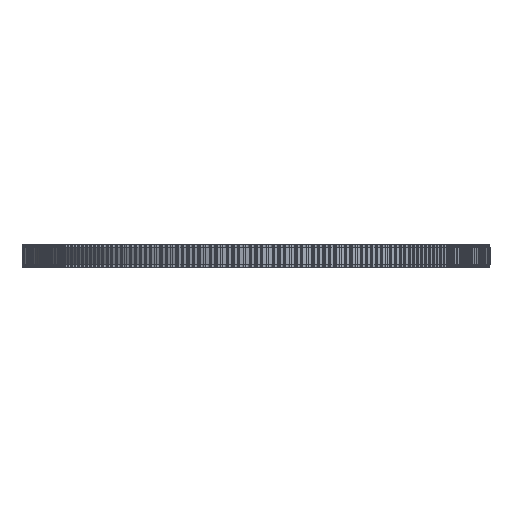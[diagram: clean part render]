
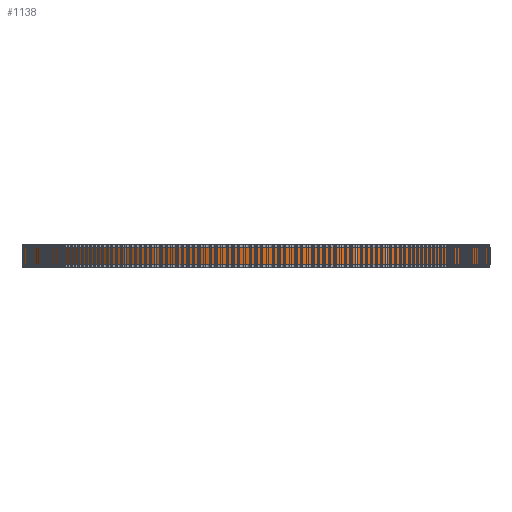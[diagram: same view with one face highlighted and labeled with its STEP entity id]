
A CAD part, front view. The second image highlights one B-rep face of the part: STEP entity #1138.
In plain terms, the highlighted cylindrical face has radius 80.851 mm (diameter 161.701 mm), a full revolution.
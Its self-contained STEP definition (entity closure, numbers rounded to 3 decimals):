
#97=FACE_BOUND('',#4192,.T.);
#98=FACE_BOUND('',#4193,.T.);
#1138=ADVANCED_FACE('',(#97,#98),#2155,.T.);
#2155=CYLINDRICAL_SURFACE('',#22495,80.851);
#4192=EDGE_LOOP('',(#12322));
#4193=EDGE_LOOP('',(#12323));
#12322=ORIENTED_EDGE('',*,*,#17406,.T.);
#12323=ORIENTED_EDGE('',*,*,#17407,.T.);
#14356=VERTEX_POINT('',#35720);
#14357=VERTEX_POINT('',#35722);
#17406=EDGE_CURVE('',#14356,#14356,#19440,.T.);
#17407=EDGE_CURVE('',#14357,#14357,#19441,.T.);
#19440=CIRCLE('',#22493,80.851);
#19441=CIRCLE('',#22494,80.851);
#22493=AXIS2_PLACEMENT_3D('',#35719,#29614,#29615);
#22494=AXIS2_PLACEMENT_3D('',#35721,#29616,#29617);
#22495=AXIS2_PLACEMENT_3D('',#35723,#29618,#29619);
#29614=DIRECTION('',(0.,0.,1.));
#29615=DIRECTION('',(1.,0.,0.));
#29616=DIRECTION('',(0.,0.,-1.));
#29617=DIRECTION('',(1.,0.,0.));
#29618=DIRECTION('',(0.,0.,1.));
#29619=DIRECTION('',(1.,0.,0.));
#35719=CARTESIAN_POINT('',(0.,0.,1.));
#35720=CARTESIAN_POINT('',(80.851,0.,1.));
#35721=CARTESIAN_POINT('',(0.,0.,7.));
#35722=CARTESIAN_POINT('',(80.851,0.,7.));
#35723=CARTESIAN_POINT('',(0.,0.,1.));
